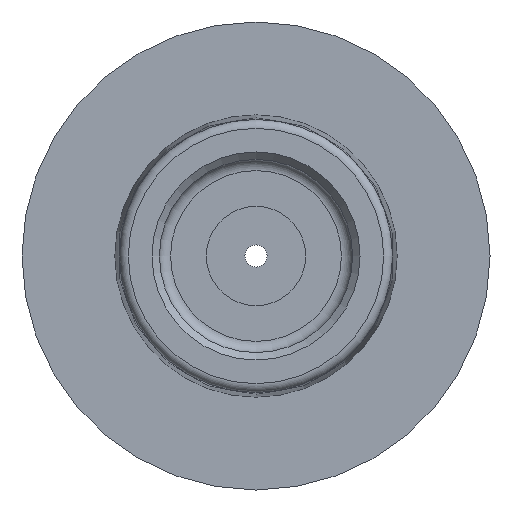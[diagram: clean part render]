
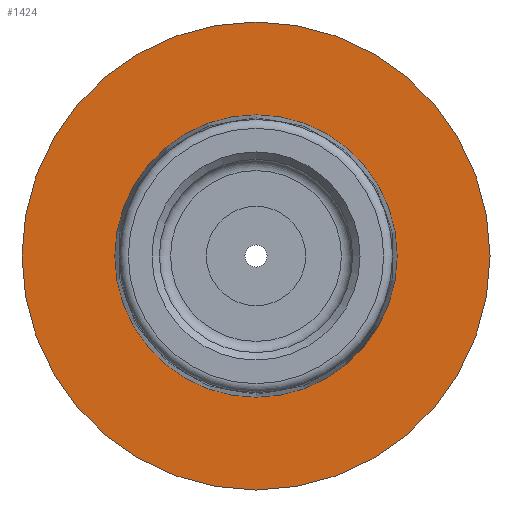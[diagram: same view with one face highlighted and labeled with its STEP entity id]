
A CAD part, left-side view. The second image highlights one B-rep face of the part: STEP entity #1424.
In plain terms, the highlighted planar face has unit normal (-1, 0, 0).
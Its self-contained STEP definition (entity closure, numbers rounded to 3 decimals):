
#159=PLANE('',#1559);
#247=CIRCLE('',#1557,31.5);
#249=CIRCLE('',#1560,19.005);
#514=VERTEX_POINT('',#9050);
#515=VERTEX_POINT('',#9055);
#727=EDGE_CURVE('',#514,#514,#247,.T.);
#729=EDGE_CURVE('',#515,#515,#249,.F.);
#1078=ORIENTED_EDGE('',*,*,#727,.F.);
#1079=ORIENTED_EDGE('',*,*,#729,.T.);
#1238=EDGE_LOOP('',(#1078));
#1239=EDGE_LOOP('',(#1079));
#1337=FACE_BOUND('',#1238,.T.);
#1338=FACE_BOUND('',#1239,.T.);
#1424=ADVANCED_FACE('',(#1337,#1338),#159,.T.);
#1557=AXIS2_PLACEMENT_3D('',#9051,#1856,#1857);
#1559=AXIS2_PLACEMENT_3D('',#9053,#1860,$);
#1560=AXIS2_PLACEMENT_3D('',#9054,#1861,#1862);
#1856=DIRECTION('',(1.,0.,0.));
#1857=DIRECTION('',(0.,0.,-31.5));
#1860=DIRECTION('',(-1.,0.,0.));
#1861=DIRECTION('',(-1.,0.,0.));
#1862=DIRECTION('',(0.,0.,-19.005));
#9050=CARTESIAN_POINT('',(-25.,0.,31.5));
#9051=CARTESIAN_POINT('',(-25.,0.,0.));
#9053=CARTESIAN_POINT('',(-25.,0.,-25.252));
#9054=CARTESIAN_POINT('',(-25.,0.,0.));
#9055=CARTESIAN_POINT('',(-25.,0.,19.005));
